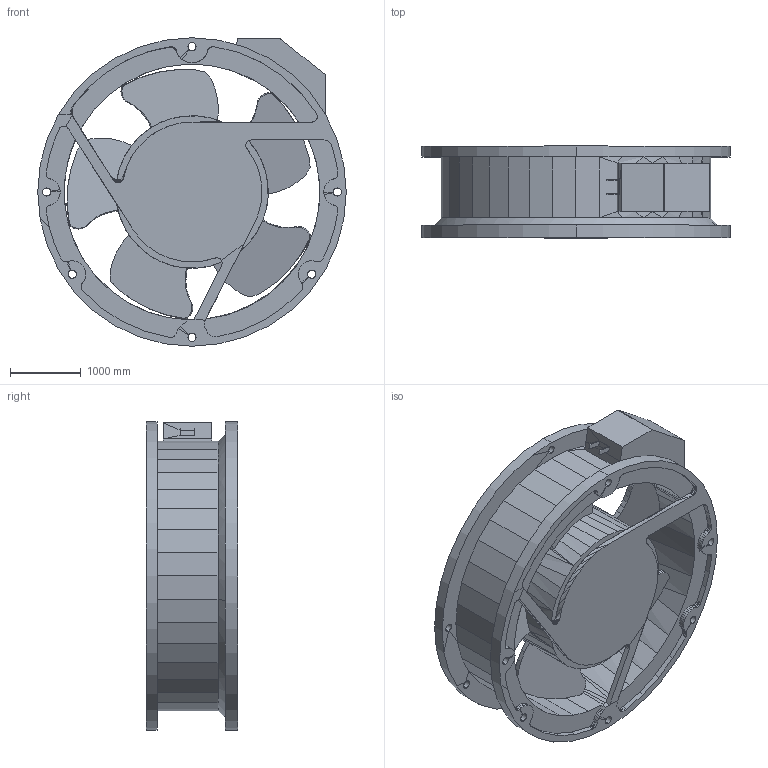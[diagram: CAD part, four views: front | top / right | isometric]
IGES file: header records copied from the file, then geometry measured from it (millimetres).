
Start section: SolidWorks IGES file using analytic representation for surfaces
Global section: file name: PAAC.IGS; native system: SolidWorks 2014; preprocessor: SolidWorks 2014; author: takahiro-shiraishi; date: 190903.141545; units: inch
Bounding box: 4368.8 x 1295.4 x 4368.8 mm (x, y, z)
Surface area: 76180383.2 mm2 (no closed solid volume)
Topology: 0 solids, 0 shells, 802 faces, 6022 edges, 6020 vertices
Faces by surface type: bspline 772, revolution 30
